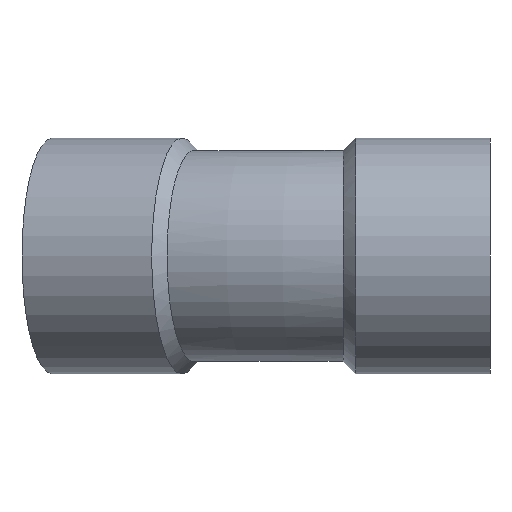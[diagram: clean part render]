
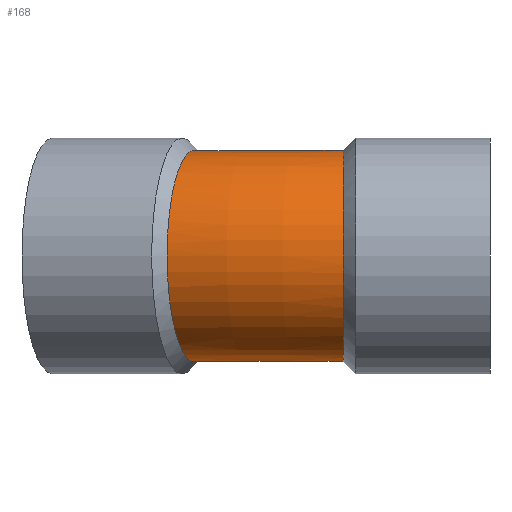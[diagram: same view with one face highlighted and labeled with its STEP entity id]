
A CAD part, left-side view. The second image highlights one B-rep face of the part: STEP entity #168.
In plain terms, the highlighted toroidal (fillet/blend) face has major radius 349.405 mm and minor radius 55 mm.
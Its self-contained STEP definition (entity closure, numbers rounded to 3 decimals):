
#27=TOROIDAL_SURFACE('',#201,349.405,55.);
#30=FACE_OUTER_BOUND('',#42,.T.);
#42=EDGE_LOOP('',(#126,#127,#128,#129,#130,#131));
#57=B_SPLINE_CURVE_WITH_KNOTS('',3,(#286,#287,#288,#289,#290,#291,#292,
#293,#294,#295,#296,#297,#298,#299,#300,#301,#302,#303,#304,#305),
 .UNSPECIFIED.,.F.,.F.,(4,2,2,2,2,2,2,2,2,4),(-34.664,-33.447,
-32.231,-30.081,-27.93,-25.78,
-23.631,-21.484,-19.338,-17.334),
 .UNSPECIFIED.);
#58=B_SPLINE_CURVE_WITH_KNOTS('',3,(#306,#307,#308,#309,#310,#311,#312,
#313,#314,#315,#316,#317,#318,#319,#320,#321,#322,#323,#324,#325),
 .UNSPECIFIED.,.F.,.F.,(4,2,2,2,2,2,2,2,2,4),(-17.334,-17.19,
-15.04,-12.888,-10.738,-8.59,
-6.443,-4.295,-2.148,0.),.UNSPECIFIED.);
#59=B_SPLINE_CURVE_WITH_KNOTS('',3,(#330,#331,#332,#333,#334,#335,#336,
#337,#338,#339,#340,#341,#342,#343,#344,#345,#346,#347,#348,#349),
 .UNSPECIFIED.,.F.,.F.,(4,2,2,2,2,2,2,2,2,4),(-17.333,-17.042,
-14.858,-12.677,-10.494,-8.379,
-6.3,-4.228,-2.135,0.),.UNSPECIFIED.);
#60=B_SPLINE_CURVE_WITH_KNOTS('',3,(#350,#351,#352,#353,#354,#355,#356,
#357,#358,#359,#360,#361,#362,#363,#364,#365,#366,#367,#368,#369),
 .UNSPECIFIED.,.F.,.F.,(4,2,2,2,2,2,2,2,2,4),(-34.663,-33.336,
-32.039,-29.855,-27.671,-25.472,
-23.336,-21.27,-19.231,-17.333),
 .UNSPECIFIED.);
#74=CIRCLE('',#202,294.405);
#86=VERTEX_POINT('',#283);
#87=VERTEX_POINT('',#285);
#88=VERTEX_POINT('',#327);
#89=VERTEX_POINT('',#329);
#101=EDGE_CURVE('',#87,#86,#57,.T.);
#102=EDGE_CURVE('',#86,#87,#58,.T.);
#103=EDGE_CURVE('',#86,#88,#74,.T.);
#104=EDGE_CURVE('',#88,#89,#59,.T.);
#105=EDGE_CURVE('',#89,#88,#60,.T.);
#126=ORIENTED_EDGE('',*,*,#101,.T.);
#127=ORIENTED_EDGE('',*,*,#103,.T.);
#128=ORIENTED_EDGE('',*,*,#104,.T.);
#129=ORIENTED_EDGE('',*,*,#105,.T.);
#130=ORIENTED_EDGE('',*,*,#103,.F.);
#131=ORIENTED_EDGE('',*,*,#102,.T.);
#168=ADVANCED_FACE('',(#30),#27,.T.);
#201=AXIS2_PLACEMENT_3D('',#326,#230,#231);
#202=AXIS2_PLACEMENT_3D('',#328,#232,#233);
#230=DIRECTION('center_axis',(0.,0.,-1.));
#231=DIRECTION('ref_axis',(-1.,0.,0.));
#232=DIRECTION('center_axis',(0.,0.,1.));
#233=DIRECTION('ref_axis',(-1.,0.,0.));
#283=CARTESIAN_POINT('',(63.435,139.969,0.));
#285=CARTESIAN_POINT('',(-42.865,168.324,0.));
#286=CARTESIAN_POINT('Ctrl Pts',(-42.865,168.324,0.));
#287=CARTESIAN_POINT('Ctrl Pts',(-42.865,168.324,-4.055));
#288=CARTESIAN_POINT('Ctrl Pts',(-42.432,168.208,-8.098));
#289=CARTESIAN_POINT('Ctrl Pts',(-40.714,167.75,-16.01));
#290=CARTESIAN_POINT('Ctrl Pts',(-39.436,167.408,-19.854));
#291=CARTESIAN_POINT('Ctrl Pts',(-34.8,166.17,-29.998));
#292=CARTESIAN_POINT('Ctrl Pts',(-30.643,165.061,-35.815));
#293=CARTESIAN_POINT('Ctrl Pts',(-20.407,162.328,-45.473));
#294=CARTESIAN_POINT('Ctrl Pts',(-14.425,160.731,-49.221));
#295=CARTESIAN_POINT('Ctrl Pts',(-1.409,157.257,-54.13));
#296=CARTESIAN_POINT('Ctrl Pts',(5.5,155.414,-55.244));
#297=CARTESIAN_POINT('Ctrl Pts',(19.337,151.723,-54.667));
#298=CARTESIAN_POINT('Ctrl Pts',(26.132,149.911,-52.984));
#299=CARTESIAN_POINT('Ctrl Pts',(38.711,146.557,-47.019));
#300=CARTESIAN_POINT('Ctrl Pts',(44.376,145.047,-42.797));
#301=CARTESIAN_POINT('Ctrl Pts',(53.822,142.53,-32.347));
#302=CARTESIAN_POINT('Ctrl Pts',(57.515,141.546,-26.22));
#303=CARTESIAN_POINT('Ctrl Pts',(62.262,140.281,-13.29));
#304=CARTESIAN_POINT('Ctrl Pts',(63.435,139.969,-6.671));
#305=CARTESIAN_POINT('Ctrl Pts',(63.435,139.969,0.));
#306=CARTESIAN_POINT('Ctrl Pts',(63.435,139.969,0.));
#307=CARTESIAN_POINT('Ctrl Pts',(63.435,139.969,0.48));
#308=CARTESIAN_POINT('Ctrl Pts',(63.429,139.97,0.96));
#309=CARTESIAN_POINT('Ctrl Pts',(63.236,140.022,8.605));
#310=CARTESIAN_POINT('Ctrl Pts',(61.702,140.43,15.665));
#311=CARTESIAN_POINT('Ctrl Pts',(56.104,141.922,28.78));
#312=CARTESIAN_POINT('Ctrl Pts',(52.091,142.991,34.71));
#313=CARTESIAN_POINT('Ctrl Pts',(42.096,145.655,44.639));
#314=CARTESIAN_POINT('Ctrl Pts',(36.21,147.224,48.544));
#315=CARTESIAN_POINT('Ctrl Pts',(23.329,150.658,53.796));
#316=CARTESIAN_POINT('Ctrl Pts',(16.457,152.491,55.095));
#317=CARTESIAN_POINT('Ctrl Pts',(2.623,156.182,54.894));
#318=CARTESIAN_POINT('Ctrl Pts',(-4.208,158.004,53.398));
#319=CARTESIAN_POINT('Ctrl Pts',(-16.93,161.4,47.783));
#320=CARTESIAN_POINT('Ctrl Pts',(-22.7,162.94,43.718));
#321=CARTESIAN_POINT('Ctrl Pts',(-32.413,165.533,33.527));
#322=CARTESIAN_POINT('Ctrl Pts',(-36.263,166.561,27.499));
#323=CARTESIAN_POINT('Ctrl Pts',(-41.514,167.963,14.252));
#324=CARTESIAN_POINT('Ctrl Pts',(-42.865,168.324,7.16));
#325=CARTESIAN_POINT('Ctrl Pts',(-42.865,168.324,0.));
#326=CARTESIAN_POINT('Origin',(349.405,70.,0.));
#327=CARTESIAN_POINT('',(55.07,76.43,0.));
#328=CARTESIAN_POINT('Origin',(349.405,70.,0.));
#329=CARTESIAN_POINT('',(-54.947,76.553,0.));
#330=CARTESIAN_POINT('Ctrl Pts',(55.07,76.43,0.));
#331=CARTESIAN_POINT('Ctrl Pts',(55.07,76.43,-0.968));
#332=CARTESIAN_POINT('Ctrl Pts',(55.045,76.43,-1.937));
#333=CARTESIAN_POINT('Ctrl Pts',(54.609,76.43,-10.175));
#334=CARTESIAN_POINT('Ctrl Pts',(52.784,76.433,-17.296));
#335=CARTESIAN_POINT('Ctrl Pts',(46.473,76.442,-30.406));
#336=CARTESIAN_POINT('Ctrl Pts',(42.051,76.448,-36.266));
#337=CARTESIAN_POINT('Ctrl Pts',(31.181,76.463,-45.932));
#338=CARTESIAN_POINT('Ctrl Pts',(24.837,76.471,-49.641));
#339=CARTESIAN_POINT('Ctrl Pts',(11.289,76.487,-54.302));
#340=CARTESIAN_POINT('Ctrl Pts',(4.242,76.495,-55.292));
#341=CARTESIAN_POINT('Ctrl Pts',(-9.721,76.511,-54.565));
#342=CARTESIAN_POINT('Ctrl Pts',(-16.512,76.518,-52.9));
#343=CARTESIAN_POINT('Ctrl Pts',(-29.097,76.53,-47.147));
#344=CARTESIAN_POINT('Ctrl Pts',(-34.781,76.535,-43.117));
#345=CARTESIAN_POINT('Ctrl Pts',(-44.408,76.544,-33.116));
#346=CARTESIAN_POINT('Ctrl Pts',(-48.246,76.547,-27.217));
#347=CARTESIAN_POINT('Ctrl Pts',(-53.565,76.552,-14.168));
#348=CARTESIAN_POINT('Ctrl Pts',(-54.947,76.553,-7.118));
#349=CARTESIAN_POINT('Ctrl Pts',(-54.947,76.553,0.));
#350=CARTESIAN_POINT('Ctrl Pts',(-54.947,76.553,0.));
#351=CARTESIAN_POINT('Ctrl Pts',(-54.947,76.553,4.424));
#352=CARTESIAN_POINT('Ctrl Pts',(-54.413,76.553,8.832));
#353=CARTESIAN_POINT('Ctrl Pts',(-52.325,76.551,17.326));
#354=CARTESIAN_POINT('Ctrl Pts',(-50.802,76.55,21.387));
#355=CARTESIAN_POINT('Ctrl Pts',(-45.479,76.545,31.697));
#356=CARTESIAN_POINT('Ctrl Pts',(-40.889,76.541,37.438));
#357=CARTESIAN_POINT('Ctrl Pts',(-29.739,76.531,46.8));
#358=CARTESIAN_POINT('Ctrl Pts',(-23.291,76.524,50.327));
#359=CARTESIAN_POINT('Ctrl Pts',(-9.345,76.51,54.684));
#360=CARTESIAN_POINT('Ctrl Pts',(-1.979,76.502,55.449));
#361=CARTESIAN_POINT('Ctrl Pts',(12.406,76.486,54.068));
#362=CARTESIAN_POINT('Ctrl Pts',(19.295,76.478,52.018));
#363=CARTESIAN_POINT('Ctrl Pts',(31.701,76.462,45.515));
#364=CARTESIAN_POINT('Ctrl Pts',(37.147,76.455,41.201));
#365=CARTESIAN_POINT('Ctrl Pts',(46.101,76.443,30.857));
#366=CARTESIAN_POINT('Ctrl Pts',(49.558,76.438,24.94));
#367=CARTESIAN_POINT('Ctrl Pts',(53.983,76.431,12.587));
#368=CARTESIAN_POINT('Ctrl Pts',(55.07,76.43,6.313));
#369=CARTESIAN_POINT('Ctrl Pts',(55.07,76.43,0.));
